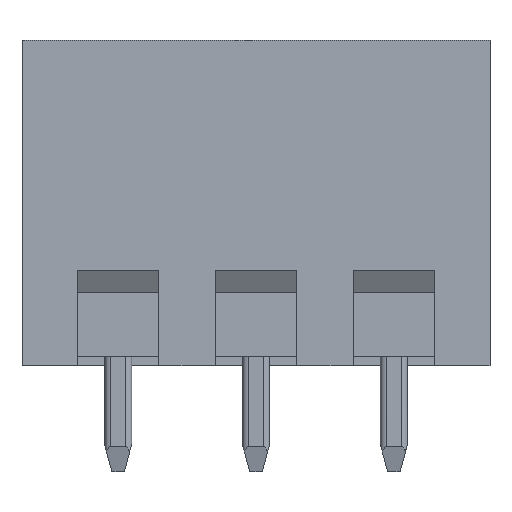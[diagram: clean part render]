
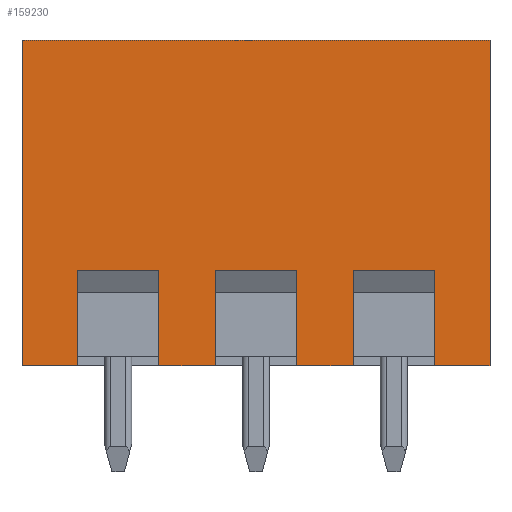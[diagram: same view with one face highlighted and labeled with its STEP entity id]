
A CAD part, front view. The second image highlights one B-rep face of the part: STEP entity #159230.
In plain terms, the highlighted planar face has unit normal (0, -1, 0).
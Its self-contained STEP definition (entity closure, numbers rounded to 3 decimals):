
#12970=CARTESIAN_POINT('',(3.903,25.774,-8.5));
#12980=VERTEX_POINT('',#12970);
#13290=CARTESIAN_POINT('',(3.903,25.774,-12.));
#13300=VERTEX_POINT('',#13290);
#13330=CARTESIAN_POINT('',(3.903,25.774,0.));
#13340=DIRECTION('',(0.,0.,1.));
#13350=VECTOR('',#13340,1.);
#13360=LINE('',#13330,#13350);
#13370=EDGE_CURVE('',#13300,#12980,#13360,.T.);
#15380=CARTESIAN_POINT('',(6.903,25.774,-8.5));
#15390=VERTEX_POINT('',#15380);
#15510=CARTESIAN_POINT('',(0.,25.774,-8.5));
#15520=DIRECTION('',(1.,0.,0.));
#15530=VECTOR('',#15520,1.);
#15540=LINE('',#15510,#15530);
#15550=EDGE_CURVE('',#12980,#15390,#15540,.T.);
#21340=CARTESIAN_POINT('',(1.863,25.774,0.));
#21350=DIRECTION('',(0.,0.,-1.));
#21360=VECTOR('',#21350,1.);
#21370=LINE('',#21340,#21360);
#21380=CARTESIAN_POINT('',(1.863,25.774,0.));
#21390=VERTEX_POINT('',#21380);
#21400=CARTESIAN_POINT('',(1.863,25.774,-12.));
#21410=VERTEX_POINT('',#21400);
#21420=EDGE_CURVE('',#21390,#21410,#21370,.T.);
#23560=CARTESIAN_POINT('',(14.063,25.774,-12.));
#23570=VERTEX_POINT('',#23560);
#23600=CARTESIAN_POINT('',(14.063,25.774,0.));
#23610=DIRECTION('',(0.,0.,1.));
#23620=VECTOR('',#23610,1.);
#23630=LINE('',#23600,#23620);
#23640=CARTESIAN_POINT('',(14.063,25.774,-8.5));
#23650=VERTEX_POINT('',#23640);
#23660=EDGE_CURVE('',#23570,#23650,#23630,.T.);
#145020=CARTESIAN_POINT('',(8.983,25.774,-12.));
#145030=VERTEX_POINT('',#145020);
#145060=CARTESIAN_POINT('',(8.983,25.774,0.));
#145070=DIRECTION('',(0.,0.,1.));
#145080=VECTOR('',#145070,1.);
#145090=LINE('',#145060,#145080);
#145100=CARTESIAN_POINT('',(8.983,25.774,-8.5));
#145110=VERTEX_POINT('',#145100);
#145120=EDGE_CURVE('',#145030,#145110,#145090,.T.);
#146560=CARTESIAN_POINT('',(6.903,25.774,0.));
#146570=DIRECTION('',(0.,0.,-1.));
#146580=VECTOR('',#146570,1.);
#146590=LINE('',#146560,#146580);
#146600=CARTESIAN_POINT('',(6.903,25.774,-12.));
#146610=VERTEX_POINT('',#146600);
#146620=EDGE_CURVE('',#15390,#146610,#146590,.T.);
#149460=CARTESIAN_POINT('',(19.103,25.774,0.));
#149470=VERTEX_POINT('',#149460);
#149790=CARTESIAN_POINT('',(19.103,25.774,-12.));
#149800=VERTEX_POINT('',#149790);
#149830=CARTESIAN_POINT('',(19.103,25.774,0.));
#149840=DIRECTION('',(0.,0.,-1.));
#149850=VECTOR('',#149840,1.);
#149860=LINE('',#149830,#149850);
#149870=EDGE_CURVE('',#149470,#149800,#149860,.T.);
#152200=CARTESIAN_POINT('',(11.983,25.774,0.));
#152210=DIRECTION('',(0.,0.,-1.));
#152220=VECTOR('',#152210,1.);
#152230=LINE('',#152200,#152220);
#152240=CARTESIAN_POINT('',(11.983,25.774,-8.5));
#152250=VERTEX_POINT('',#152240);
#152260=CARTESIAN_POINT('',(11.983,25.774,-12.));
#152270=VERTEX_POINT('',#152260);
#152280=EDGE_CURVE('',#152250,#152270,#152230,.T.);
#152920=CARTESIAN_POINT('',(5.08,25.774,-8.5));
#152930=DIRECTION('',(1.,0.,0.));
#152940=VECTOR('',#152930,1.);
#152950=LINE('',#152920,#152940);
#152960=EDGE_CURVE('',#145110,#152250,#152950,.T.);
#153170=CARTESIAN_POINT('',(-10.16,25.774,0.));
#153180=DIRECTION('',(1.,0.,0.));
#153190=VECTOR('',#153180,1.);
#153200=LINE('',#153170,#153190);
#153210=EDGE_CURVE('',#21390,#149470,#153200,.T.);
#157710=CARTESIAN_POINT('',(0.,25.774,-12.));
#157720=DIRECTION('',(1.,0.,0.));
#157730=VECTOR('',#157720,1.);
#157740=LINE('',#157710,#157730);
#157750=EDGE_CURVE('',#21410,#13300,#157740,.T.);
#157800=CARTESIAN_POINT('',(0.,25.774,-12.));
#157810=DIRECTION('',(1.,0.,0.));
#157820=VECTOR('',#157810,1.);
#157830=LINE('',#157800,#157820);
#157840=EDGE_CURVE('',#146610,#145030,#157830,.T.);
#157890=CARTESIAN_POINT('',(5.08,25.774,-12.));
#157900=DIRECTION('',(1.,0.,0.));
#157910=VECTOR('',#157900,1.);
#157920=LINE('',#157890,#157910);
#157930=EDGE_CURVE('',#152270,#23570,#157920,.T.);
#158080=CARTESIAN_POINT('',(17.063,25.774,-12.));
#158090=VERTEX_POINT('',#158080);
#158120=CARTESIAN_POINT('',(-10.16,25.774,-12.));
#158130=DIRECTION('',(1.,0.,0.));
#158140=VECTOR('',#158130,1.);
#158150=LINE('',#158120,#158140);
#158160=EDGE_CURVE('',#158090,#149800,#158150,.T.);
#158880=CARTESIAN_POINT('',(-7.047,25.774,-7.5));
#158890=DIRECTION('',(0.,-1.,0.));
#158900=DIRECTION('',(0.,0.,-1.));
#158910=AXIS2_PLACEMENT_3D('',#158880,#158890,#158900);
#158920=PLANE('',#158910);
#158930=ORIENTED_EDGE('',*,*,#149870,.F.);
#158940=ORIENTED_EDGE('',*,*,#158160,.T.);
#158950=CARTESIAN_POINT('',(17.063,25.774,0.));
#158960=DIRECTION('',(0.,0.,-1.));
#158970=VECTOR('',#158960,1.);
#158980=LINE('',#158950,#158970);
#158990=CARTESIAN_POINT('',(17.063,25.774,-8.5));
#159000=VERTEX_POINT('',#158990);
#159010=EDGE_CURVE('',#159000,#158090,#158980,.T.);
#159020=ORIENTED_EDGE('',*,*,#159010,.T.);
#159030=CARTESIAN_POINT('',(-10.16,25.774,-8.5));
#159040=DIRECTION('',(1.,0.,0.));
#159050=VECTOR('',#159040,1.);
#159060=LINE('',#159030,#159050);
#159070=EDGE_CURVE('',#23650,#159000,#159060,.T.);
#159080=ORIENTED_EDGE('',*,*,#159070,.T.);
#159090=ORIENTED_EDGE('',*,*,#23660,.T.);
#159100=ORIENTED_EDGE('',*,*,#157930,.T.);
#159110=ORIENTED_EDGE('',*,*,#152280,.T.);
#159120=ORIENTED_EDGE('',*,*,#152960,.T.);
#159130=ORIENTED_EDGE('',*,*,#145120,.T.);
#159140=ORIENTED_EDGE('',*,*,#157840,.T.);
#159150=ORIENTED_EDGE('',*,*,#146620,.T.);
#159160=ORIENTED_EDGE('',*,*,#15550,.T.);
#159170=ORIENTED_EDGE('',*,*,#13370,.T.);
#159180=ORIENTED_EDGE('',*,*,#157750,.T.);
#159190=ORIENTED_EDGE('',*,*,#21420,.T.);
#159200=ORIENTED_EDGE('',*,*,#153210,.F.);
#159210=EDGE_LOOP('',(#159200,#159190,#159180,#159170,#159160,#159150,
#159140,#159130,#159120,#159110,#159100,#159090,#159080,#159020,#158940,
#158930));
#159220=FACE_OUTER_BOUND('',#159210,.T.);
#159230=ADVANCED_FACE('',(#159220),#158920,.T.);
